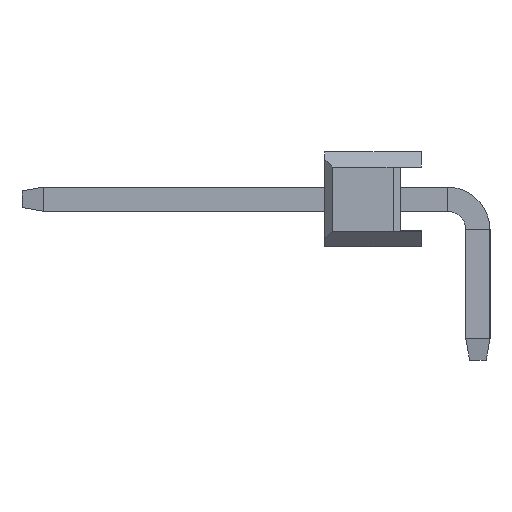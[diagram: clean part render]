
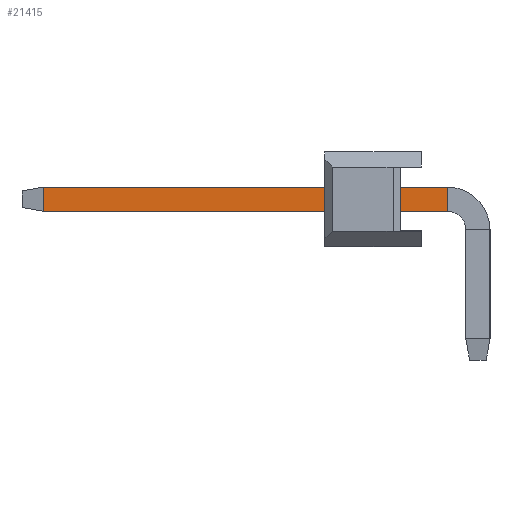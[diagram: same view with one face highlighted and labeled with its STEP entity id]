
A CAD part, left-side view. The second image highlights one B-rep face of the part: STEP entity #21415.
In plain terms, the highlighted planar face has unit normal (-1, 0, 0).
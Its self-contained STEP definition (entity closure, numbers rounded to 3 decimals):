
#773 = EDGE_CURVE ( 'NONE', #25592, #4354, #19127, .T. ) ;
#2095 = LINE ( 'NONE', #13150, #3925 ) ;
#2102 = DIRECTION ( 'NONE',  ( 0., 0., 1. ) ) ;
#3544 = EDGE_CURVE ( 'NONE', #4354, #31684, #33727, .T. ) ;
#3925 = VECTOR ( 'NONE', #24265, 1000. ) ;
#4354 = VERTEX_POINT ( 'NONE', #22910 ) ;
#5148 = ORIENTED_EDGE ( 'NONE', *, *, #773, .T. ) ;
#5322 = DIRECTION ( 'NONE',  ( 0., 0., -1. ) ) ;
#5354 = CARTESIAN_POINT ( 'NONE',  ( -63.82, 9.973, 0.32 ) ) ;
#5439 = DIRECTION ( 'NONE',  ( 1., 0., 0. ) ) ;
#5883 = CARTESIAN_POINT ( 'NONE',  ( -63.82, -0.7, 0.32 ) ) ;
#8162 = FACE_OUTER_BOUND ( 'NONE', #17254, .T. ) ;
#8768 = CARTESIAN_POINT ( 'NONE',  ( -63.82, 10.54, -0.32 ) ) ;
#9454 = CARTESIAN_POINT ( 'NONE',  ( -63.82, -0.7, -0.32 ) ) ;
#11089 = VECTOR ( 'NONE', #5322, 1000. ) ;
#11572 = VECTOR ( 'NONE', #19855, 1000. ) ;
#11664 = VECTOR ( 'NONE', #2102, 1000. ) ;
#12079 = AXIS2_PLACEMENT_3D ( 'NONE', #30378, #5439, #16508 ) ;
#13150 = CARTESIAN_POINT ( 'NONE',  ( -63.82, 10.54, 0.32 ) ) ;
#13742 = ORIENTED_EDGE ( 'NONE', *, *, #3544, .T. ) ;
#15880 = LINE ( 'NONE', #27019, #11664 ) ;
#16508 = DIRECTION ( 'NONE',  ( 0., 0., -1. ) ) ;
#17254 = EDGE_LOOP ( 'NONE', ( #21962, #5148, #13742, #25775 ) ) ;
#19127 = LINE ( 'NONE', #30261, #11089 ) ;
#19218 = VERTEX_POINT ( 'NONE', #5883 ) ;
#19250 = PLANE ( 'NONE',  #12079 ) ;
#19855 = DIRECTION ( 'NONE',  ( 0., -1., 0. ) ) ;
#20566 = EDGE_CURVE ( 'NONE', #25592, #19218, #2095, .T. ) ;
#21415 = ADVANCED_FACE ( 'NONE', ( #8162 ), #19250, .F. ) ;
#21962 = ORIENTED_EDGE ( 'NONE', *, *, #20566, .F. ) ;
#22910 = CARTESIAN_POINT ( 'NONE',  ( -63.82, 9.973, -0.32 ) ) ;
#24265 = DIRECTION ( 'NONE',  ( 0., -1., 0. ) ) ;
#25515 = EDGE_CURVE ( 'NONE', #31684, #19218, #15880, .T. ) ;
#25592 = VERTEX_POINT ( 'NONE', #5354 ) ;
#25775 = ORIENTED_EDGE ( 'NONE', *, *, #25515, .T. ) ;
#27019 = CARTESIAN_POINT ( 'NONE',  ( -63.82, -0.7, 0.32 ) ) ;
#30261 = CARTESIAN_POINT ( 'NONE',  ( -63.82, 9.973, -0.32 ) ) ;
#30378 = CARTESIAN_POINT ( 'NONE',  ( -63.82, 10.54, 0.32 ) ) ;
#31684 = VERTEX_POINT ( 'NONE', #9454 ) ;
#33727 = LINE ( 'NONE', #8768, #11572 ) ;
